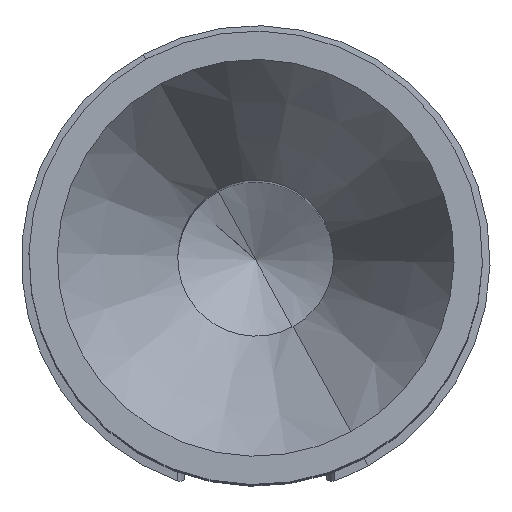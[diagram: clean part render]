
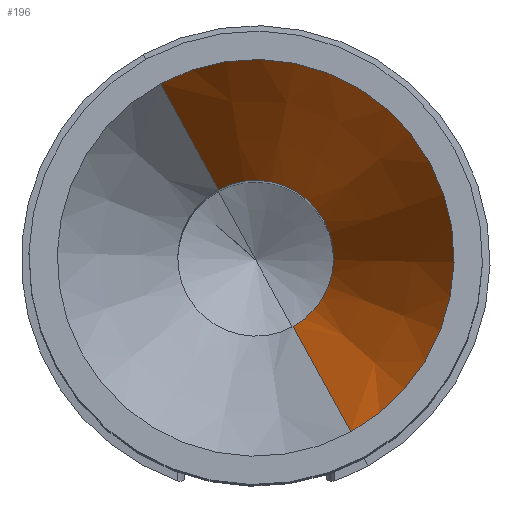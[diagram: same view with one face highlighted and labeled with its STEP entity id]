
A CAD part, top view. The second image highlights one B-rep face of the part: STEP entity #196.
In plain terms, the highlighted conical face has half-angle 30 degrees and reference radius 0.55 mm.
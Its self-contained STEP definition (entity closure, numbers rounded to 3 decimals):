
#132=AXIS2_PLACEMENT_3D('Circle Axis2P3D',#130,#131,$) ;
#152=AXIS2_PLACEMENT_3D('Cone Axis2P3D',#149,#150,#151) ;
#187=AXIS2_PLACEMENT_3D('Circle Axis2P3D',#185,#186,$) ;
#127=CARTESIAN_POINT('Vertex',(1.918,1.117,23.528)) ;
#130=CARTESIAN_POINT('Axis2P3D Location',(1.654,1.6,23.528)) ;
#134=CARTESIAN_POINT('Vertex',(1.39,2.083,23.528)) ;
#149=CARTESIAN_POINT('Axis2P3D Location',(1.654,1.6,23.528)) ;
#159=CARTESIAN_POINT('Line Origine',(1.187,2.456,24.264)) ;
#163=CARTESIAN_POINT('Vertex',(0.983,2.829,25.)) ;
#170=CARTESIAN_POINT('Vertex',(2.325,0.372,25.)) ;
#173=CARTESIAN_POINT('Line Origine',(2.122,0.745,24.264)) ;
#185=CARTESIAN_POINT('Axis2P3D Location',(1.654,1.6,25.)) ;
#131=DIRECTION('Axis2P3D Direction',(0.,0.,1.)) ;
#150=DIRECTION('Axis2P3D Direction',(0.,0.,1.)) ;
#151=DIRECTION('Axis2P3D XDirection',(-0.479,0.878,0.)) ;
#160=DIRECTION('Vector Direction',(-0.24,0.439,0.866)) ;
#174=DIRECTION('Vector Direction',(0.24,-0.439,0.866)) ;
#186=DIRECTION('Axis2P3D Direction',(0.,0.,1.)) ;
#161=VECTOR('Line Direction',#160,1.) ;
#175=VECTOR('Line Direction',#174,1.) ;
#191=ORIENTED_EDGE('',*,*,#136,.F.) ;
#192=ORIENTED_EDGE('',*,*,#177,.T.) ;
#193=ORIENTED_EDGE('',*,*,#189,.T.) ;
#194=ORIENTED_EDGE('',*,*,#165,.F.) ;
#196=ADVANCED_FACE('Hauptkoerper',(#195),#153,.F.) ;
#133=CIRCLE('generated circle',#132,0.55) ;
#188=CIRCLE('generated circle',#187,1.4) ;
#153=CONICAL_SURFACE('Cone',#152,0.55,0.524) ;
#136=EDGE_CURVE('',#128,#135,#133,.T.) ;
#165=EDGE_CURVE('',#135,#164,#162,.T.) ;
#177=EDGE_CURVE('',#128,#171,#176,.T.) ;
#189=EDGE_CURVE('',#171,#164,#188,.T.) ;
#190=EDGE_LOOP('',(#191,#192,#193,#194)) ;
#195=FACE_OUTER_BOUND('',#190,.T.) ;
#162=LINE('Line',#159,#161) ;
#176=LINE('Line',#173,#175) ;
#128=VERTEX_POINT('',#127) ;
#135=VERTEX_POINT('',#134) ;
#164=VERTEX_POINT('',#163) ;
#171=VERTEX_POINT('',#170) ;
